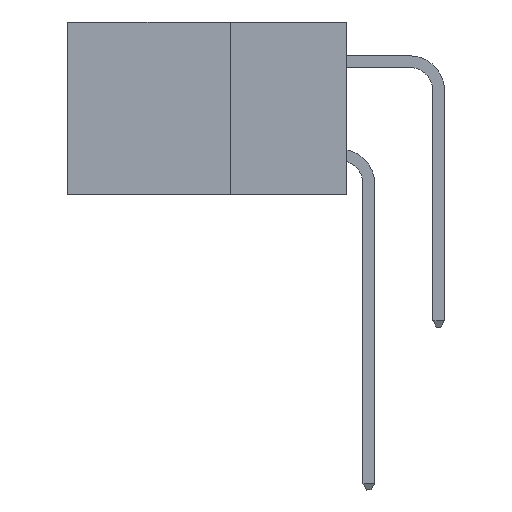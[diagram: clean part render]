
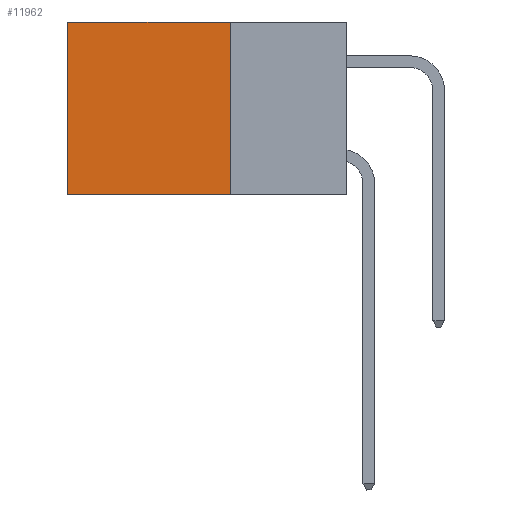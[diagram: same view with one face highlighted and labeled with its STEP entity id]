
A CAD part, left-side view. The second image highlights one B-rep face of the part: STEP entity #11962.
In plain terms, the highlighted planar face has unit normal (-1, 0, 0).
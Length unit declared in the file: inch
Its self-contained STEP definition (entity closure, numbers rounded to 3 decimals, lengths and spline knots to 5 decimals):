
#384 = VECTOR ( 'NONE', #4493, 39.37008 ) ;
#1041 = VERTEX_POINT ( 'NONE', #21887 ) ;
#2605 = EDGE_LOOP ( 'NONE', ( #4962, #15681, #18871, #16219 ) ) ;
#2921 = LINE ( 'NONE', #13525, #384 ) ;
#4013 = CARTESIAN_POINT ( 'NONE',  ( 0.2875, 0.25, 0. ) ) ;
#4370 = FACE_OUTER_BOUND ( 'NONE', #2605, .T. ) ;
#4493 = DIRECTION ( 'NONE',  ( 0., 0., -1. ) ) ;
#4962 = ORIENTED_EDGE ( 'NONE', *, *, #12615, .T. ) ;
#5352 = VERTEX_POINT ( 'NONE', #28652 ) ;
#8891 = VECTOR ( 'NONE', #23471, 39.37008 ) ;
#9419 = CARTESIAN_POINT ( 'NONE',  ( 0.2875, 0.25, 0. ) ) ;
#9546 = DIRECTION ( 'NONE',  ( 0., 1., 0. ) ) ;
#10443 = VECTOR ( 'NONE', #17988, 39.37008 ) ;
#11148 = LINE ( 'NONE', #21146, #24283 ) ;
#11453 = CARTESIAN_POINT ( 'NONE',  ( 0.2875, 0.25, 0. ) ) ;
#11962 = ADVANCED_FACE ( 'NONE', ( #4370 ), #27059, .F. ) ;
#12615 = EDGE_CURVE ( 'NONE', #17543, #1041, #2921, .T. ) ;
#13525 = CARTESIAN_POINT ( 'NONE',  ( 0.2875, 0.6, 0. ) ) ;
#13613 = LINE ( 'NONE', #9419, #8891 ) ;
#13617 = CARTESIAN_POINT ( 'NONE',  ( 0.2875, 0.25, 0. ) ) ;
#15681 = ORIENTED_EDGE ( 'NONE', *, *, #18064, .F. ) ;
#16219 = ORIENTED_EDGE ( 'NONE', *, *, #17663, .T. ) ;
#17543 = VERTEX_POINT ( 'NONE', #23260 ) ;
#17663 = EDGE_CURVE ( 'NONE', #24423, #17543, #22449, .T. ) ;
#17988 = DIRECTION ( 'NONE',  ( 0., 1., 0. ) ) ;
#18064 = EDGE_CURVE ( 'NONE', #5352, #1041, #11148, .T. ) ;
#18468 = AXIS2_PLACEMENT_3D ( 'NONE', #4013, #29301, #29589 ) ;
#18871 = ORIENTED_EDGE ( 'NONE', *, *, #26532, .F. ) ;
#21146 = CARTESIAN_POINT ( 'NONE',  ( 0.2875, 0.25, -0.37 ) ) ;
#21887 = CARTESIAN_POINT ( 'NONE',  ( 0.2875, 0.6, -0.37 ) ) ;
#22449 = LINE ( 'NONE', #13617, #10443 ) ;
#23260 = CARTESIAN_POINT ( 'NONE',  ( 0.2875, 0.6, 0. ) ) ;
#23471 = DIRECTION ( 'NONE',  ( 0., 0., -1. ) ) ;
#24283 = VECTOR ( 'NONE', #9546, 39.37008 ) ;
#24423 = VERTEX_POINT ( 'NONE', #11453 ) ;
#26532 = EDGE_CURVE ( 'NONE', #24423, #5352, #13613, .T. ) ;
#27059 = PLANE ( 'NONE',  #18468 ) ;
#28652 = CARTESIAN_POINT ( 'NONE',  ( 0.2875, 0.25, -0.37 ) ) ;
#29301 = DIRECTION ( 'NONE',  ( 1., 0., 0. ) ) ;
#29589 = DIRECTION ( 'NONE',  ( 0., 0., -1. ) ) ;
